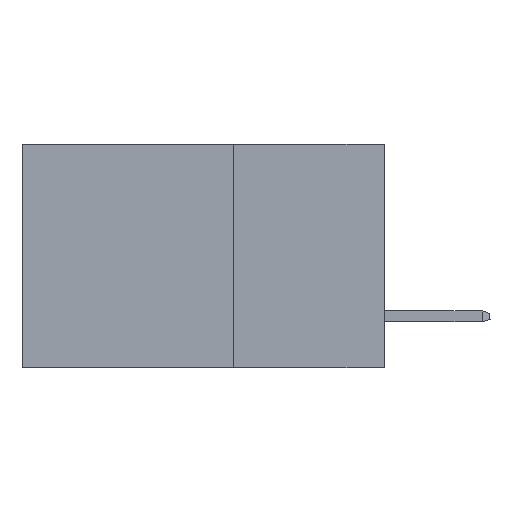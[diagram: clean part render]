
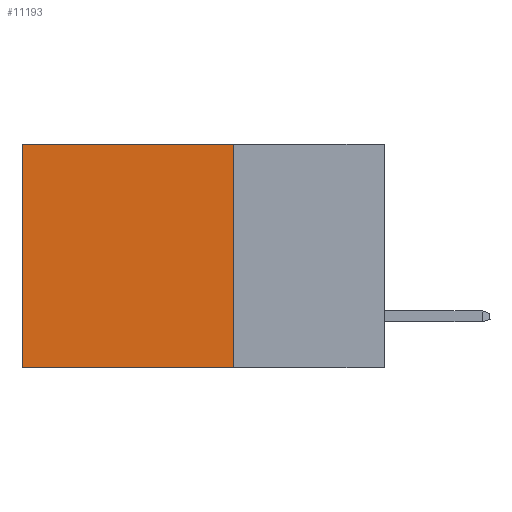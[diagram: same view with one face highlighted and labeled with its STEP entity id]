
A CAD part, left-side view. The second image highlights one B-rep face of the part: STEP entity #11193.
In plain terms, the highlighted planar face has unit normal (-1, 0, 0).
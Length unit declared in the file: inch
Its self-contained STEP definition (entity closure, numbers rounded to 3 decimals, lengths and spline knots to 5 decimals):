
#101 = ORIENTED_EDGE ( 'NONE', *, *, #4225, .F. ) ;
#369 = VERTEX_POINT ( 'NONE', #10659 ) ;
#396 = CARTESIAN_POINT ( 'NONE',  ( 0.298, 0.6, 0. ) ) ;
#413 = PLANE ( 'NONE',  #12268 ) ;
#1033 = ORIENTED_EDGE ( 'NONE', *, *, #10873, .T. ) ;
#1363 = EDGE_CURVE ( 'NONE', #12080, #369, #11050, .T. ) ;
#1830 = CARTESIAN_POINT ( 'NONE',  ( 0.298, 0.6, 0. ) ) ;
#1866 = EDGE_LOOP ( 'NONE', ( #1033, #12595, #101, #2719 ) ) ;
#2323 = CARTESIAN_POINT ( 'NONE',  ( 0.298, 0.25, 0. ) ) ;
#2655 = VECTOR ( 'NONE', #4004, 39.37008 ) ;
#2719 = ORIENTED_EDGE ( 'NONE', *, *, #4653, .T. ) ;
#3934 = VERTEX_POINT ( 'NONE', #1830 ) ;
#3979 = CARTESIAN_POINT ( 'NONE',  ( 0.298, 0.25, 0. ) ) ;
#4004 = DIRECTION ( 'NONE',  ( 0., 0., -1. ) ) ;
#4225 = EDGE_CURVE ( 'NONE', #9975, #12080, #9448, .T. ) ;
#4653 = EDGE_CURVE ( 'NONE', #9975, #3934, #8151, .T. ) ;
#5141 = DIRECTION ( 'NONE',  ( 0., 0., -1. ) ) ;
#5207 = DIRECTION ( 'NONE',  ( 0., 0., -1. ) ) ;
#6024 = DIRECTION ( 'NONE',  ( 0., 1., 0. ) ) ;
#6352 = DIRECTION ( 'NONE',  ( 1., 0., 0. ) ) ;
#7873 = DIRECTION ( 'NONE',  ( 0., 1., 0. ) ) ;
#7987 = CARTESIAN_POINT ( 'NONE',  ( 0.298, 0.25, 0. ) ) ;
#8151 = LINE ( 'NONE', #7987, #12408 ) ;
#8486 = CARTESIAN_POINT ( 'NONE',  ( 0.298, 0.25, -0.37 ) ) ;
#8828 = CARTESIAN_POINT ( 'NONE',  ( 0.298, 0.25, 0. ) ) ;
#9202 = VECTOR ( 'NONE', #6024, 39.37008 ) ;
#9285 = VECTOR ( 'NONE', #5141, 39.37008 ) ;
#9448 = LINE ( 'NONE', #8828, #2655 ) ;
#9975 = VERTEX_POINT ( 'NONE', #2323 ) ;
#10029 = LINE ( 'NONE', #396, #9285 ) ;
#10095 = CARTESIAN_POINT ( 'NONE',  ( 0.298, 0.25, -0.37 ) ) ;
#10659 = CARTESIAN_POINT ( 'NONE',  ( 0.298, 0.6, -0.37 ) ) ;
#10873 = EDGE_CURVE ( 'NONE', #3934, #369, #10029, .T. ) ;
#11050 = LINE ( 'NONE', #8486, #9202 ) ;
#11193 = ADVANCED_FACE ( 'NONE', ( #15040 ), #413, .F. ) ;
#12080 = VERTEX_POINT ( 'NONE', #10095 ) ;
#12268 = AXIS2_PLACEMENT_3D ( 'NONE', #3979, #6352, #5207 ) ;
#12408 = VECTOR ( 'NONE', #7873, 39.37008 ) ;
#12595 = ORIENTED_EDGE ( 'NONE', *, *, #1363, .F. ) ;
#15040 = FACE_OUTER_BOUND ( 'NONE', #1866, .T. ) ;
